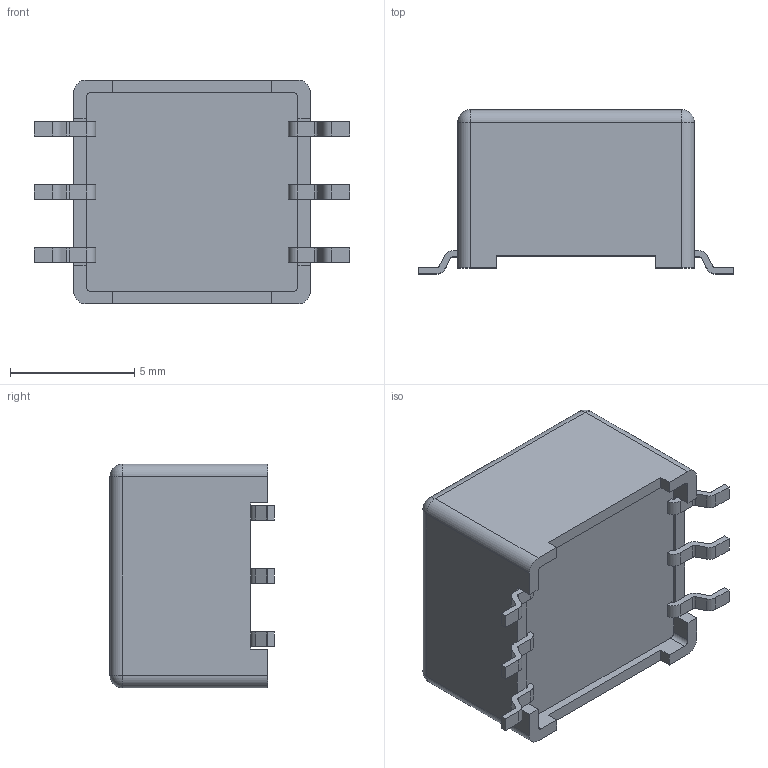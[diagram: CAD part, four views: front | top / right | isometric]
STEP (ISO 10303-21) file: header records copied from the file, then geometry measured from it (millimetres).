
FILE_DESCRIPTION (( 'STEP AP214' ), '1' );
FILE_NAME ('78253-55JC-R.STEP', '2025-08-18T12:15:52', ( '' ), ( '' ), 'SwSTEP 2.0', 'SolidWorks 2020', '' );
FILE_SCHEMA (( 'AUTOMOTIVE_DESIGN' ));
Length unit declared in the file: millimetre
Products named in the file (1): 78253-55JC-R
Bounding box: 12.7 x 6.6 x 9 mm (x, y, z)
Volume: 481.5 mm3; surface area: 419.5 mm2
Topology: 1 solids, 1 shells, 466 faces, 1333 edges, 878 vertices
Faces by surface type: plane 332, bspline 80, cylinder 50, sphere 4
Entity records: 20990 total; most frequent: CARTESIAN_POINT 7650, ORIENTED_EDGE 2658, DIRECTION 2043, EDGE_CURVE 1329, LINE 1069, VECTOR 1069, VERTEX_POINT 878, EDGE_LOOP 491
